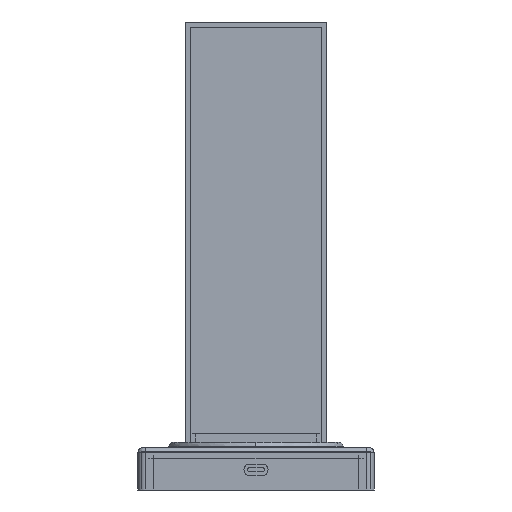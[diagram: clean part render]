
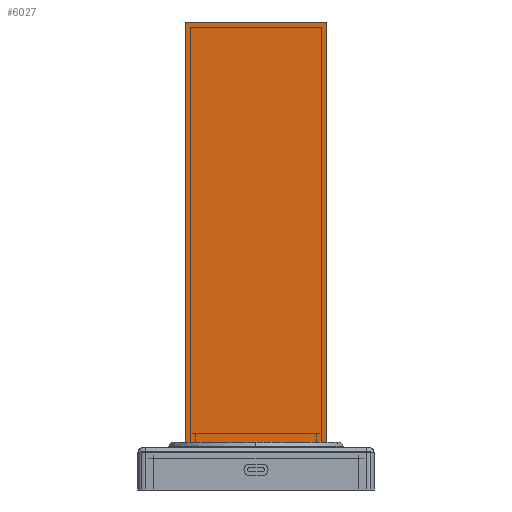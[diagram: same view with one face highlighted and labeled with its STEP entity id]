
A CAD part, left-side view. The second image highlights one B-rep face of the part: STEP entity #6027.
In plain terms, the highlighted planar face has unit normal (-1, 0, 0).
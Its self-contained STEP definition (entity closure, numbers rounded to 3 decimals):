
#230 = VERTEX_POINT ( 'NONE', #8952 ) ;
#259 = VERTEX_POINT ( 'NONE', #8929 ) ;
#271 = VERTEX_POINT ( 'NONE', #8942 ) ;
#329 = VERTEX_POINT ( 'NONE', #632 ) ;
#632 = CARTESIAN_POINT ( 'NONE',  ( -7.5, 15., 89. ) ) ;
#742 = EDGE_LOOP ( 'NONE', ( #6554, #6505, #6547, #6550 ) ) ;
#1660 = PLANE ( 'NONE',  #7745 ) ;
#1662 = CARTESIAN_POINT ( 'NONE',  ( -7.5, -15., 89. ) ) ;
#1726 = DIRECTION ( 'NONE',  ( 1., 0., 0. ) ) ;
#1737 = DIRECTION ( 'NONE',  ( 0., 0., -1. ) ) ;
#2012 = FACE_OUTER_BOUND ( 'NONE', #742, .T. ) ;
#2245 = LINE ( 'NONE', #4121, #2253 ) ;
#2253 = VECTOR ( 'NONE', #4129, 1000. ) ;
#2268 = LINE ( 'NONE', #4034, #2272 ) ;
#2272 = VECTOR ( 'NONE', #4041, 1000. ) ;
#2355 = VECTOR ( 'NONE', #4963, 1000. ) ;
#2365 = LINE ( 'NONE', #4979, #2372 ) ;
#2372 = VECTOR ( 'NONE', #4972, 1000. ) ;
#2373 = LINE ( 'NONE', #4958, #2355 ) ;
#4034 = CARTESIAN_POINT ( 'NONE',  ( -7.5, -15., 89. ) ) ;
#4041 = DIRECTION ( 'NONE',  ( 0., 0., -1. ) ) ;
#4121 = CARTESIAN_POINT ( 'NONE',  ( -7.5, 15., 89. ) ) ;
#4129 = DIRECTION ( 'NONE',  ( 0., 0., -1. ) ) ;
#4958 = CARTESIAN_POINT ( 'NONE',  ( -7.5, -15., 89. ) ) ;
#4963 = DIRECTION ( 'NONE',  ( 0., -1., 0. ) ) ;
#4972 = DIRECTION ( 'NONE',  ( 0., -1., 0. ) ) ;
#4979 = CARTESIAN_POINT ( 'NONE',  ( -7.5, -15., 0. ) ) ;
#6027 = ADVANCED_FACE ( 'NONE', ( #2012 ), #1660, .F. ) ;
#6505 = ORIENTED_EDGE ( 'NONE', *, *, #7335, .F. ) ;
#6547 = ORIENTED_EDGE ( 'NONE', *, *, #7419, .F. ) ;
#6550 = ORIENTED_EDGE ( 'NONE', *, *, #7355, .T. ) ;
#6554 = ORIENTED_EDGE ( 'NONE', *, *, #7420, .T. ) ;
#7335 = EDGE_CURVE ( 'NONE', #259, #230, #2268, .T. ) ;
#7355 = EDGE_CURVE ( 'NONE', #329, #271, #2245, .T. ) ;
#7419 = EDGE_CURVE ( 'NONE', #329, #259, #2373, .T. ) ;
#7420 = EDGE_CURVE ( 'NONE', #271, #230, #2365, .T. ) ;
#7745 = AXIS2_PLACEMENT_3D ( 'NONE', #1662, #1726, #1737 ) ;
#8929 = CARTESIAN_POINT ( 'NONE',  ( -7.5, -15., 89. ) ) ;
#8942 = CARTESIAN_POINT ( 'NONE',  ( -7.5, 15., 0. ) ) ;
#8952 = CARTESIAN_POINT ( 'NONE',  ( -7.5, -15., 0. ) ) ;
